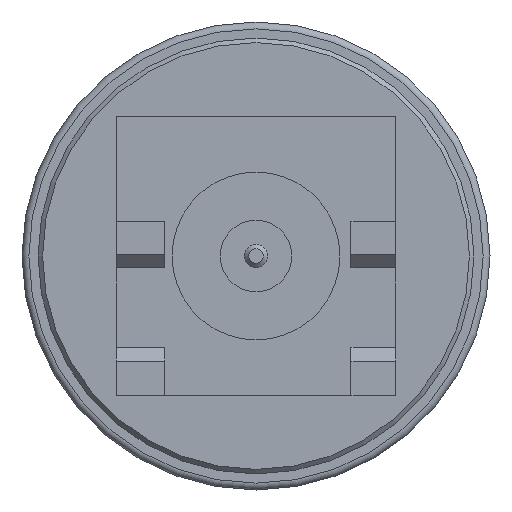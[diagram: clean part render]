
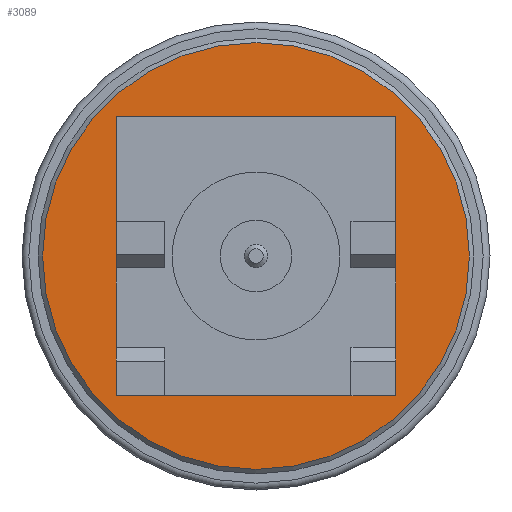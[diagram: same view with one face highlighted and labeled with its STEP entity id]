
A CAD part, left-side view. The second image highlights one B-rep face of the part: STEP entity #3089.
In plain terms, the highlighted face is planar.
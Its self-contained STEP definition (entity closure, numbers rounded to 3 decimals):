
#80=PLANE('',#3367);
#327=CIRCLE('',#3368,4.65);
#328=CIRCLE('',#3369,2.665);
#617=ORIENTED_EDGE('',*,*,#1476,.T.);
#618=ORIENTED_EDGE('',*,*,#1477,.T.);
#1476=EDGE_CURVE('',#1889,#1889,#327,.F.);
#1477=EDGE_CURVE('',#1890,#1890,#328,.T.);
#1889=VERTEX_POINT('',#13138);
#1890=VERTEX_POINT('',#13140);
#2546=EDGE_LOOP('',(#617));
#2547=EDGE_LOOP('',(#618));
#2789=FACE_BOUND('',#2546,.T.);
#2790=FACE_BOUND('',#2547,.T.);
#3089=ADVANCED_FACE('',(#2789,#2790),#80,.F.);
#3367=AXIS2_PLACEMENT_3D('',#13136,#3777,#3778);
#3368=AXIS2_PLACEMENT_3D('',#13137,#3779,#3780);
#3369=AXIS2_PLACEMENT_3D('',#13139,#3781,#3782);
#3777=DIRECTION('',(0.,0.,1.));
#3778=DIRECTION('',(1.,0.,0.));
#3779=DIRECTION('',(0.,0.,1.));
#3780=DIRECTION('',(1.,0.,0.));
#3781=DIRECTION('',(0.,0.,1.));
#3782=DIRECTION('',(-1.,0.,0.));
#13136=CARTESIAN_POINT('',(0.,0.,0.));
#13137=CARTESIAN_POINT('',(0.,0.,0.));
#13138=CARTESIAN_POINT('',(4.65,0.,0.));
#13139=CARTESIAN_POINT('',(0.,0.,0.));
#13140=CARTESIAN_POINT('',(-2.665,0.,0.));
